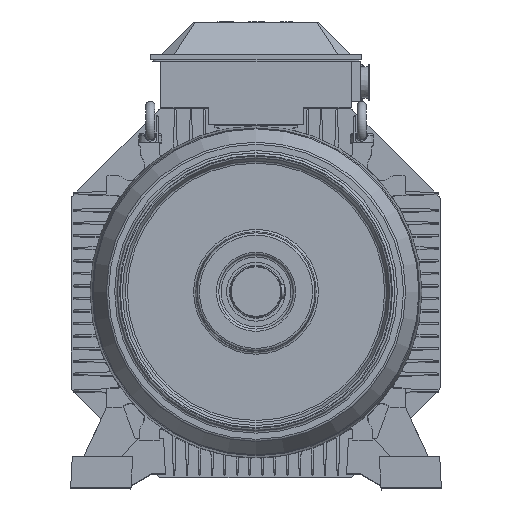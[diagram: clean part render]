
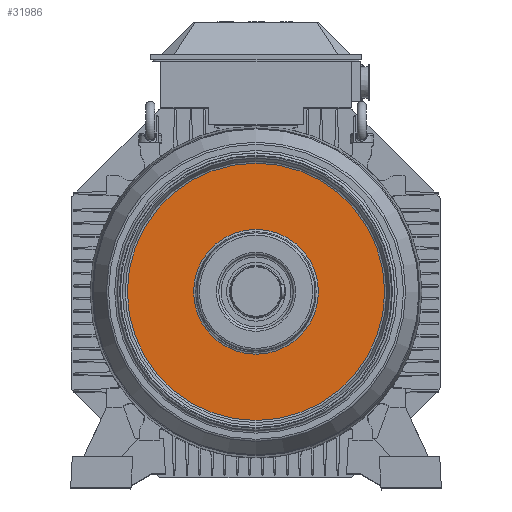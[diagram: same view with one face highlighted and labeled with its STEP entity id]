
A CAD part, top view. The second image highlights one B-rep face of the part: STEP entity #31986.
In plain terms, the highlighted planar face has unit normal (0, 0, 1).
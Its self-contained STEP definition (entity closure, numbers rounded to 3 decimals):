
#31955=CARTESIAN_POINT('',(0.,79.7,59.729));
#31956=VERTEX_POINT('',#31955);
#31957=CARTESIAN_POINT('',(0.,0.,59.729));
#31958=DIRECTION('',(0.,0.,1.));
#31959=DIRECTION('',(0.559,0.829,0.));
#31960=AXIS2_PLACEMENT_3D('',#31957,#31958,#31959);
#31961=CIRCLE('',#31960,79.7);
#31962=EDGE_CURVE('',#31956,#31956,#31961,.T.);
#31967=CARTESIAN_POINT('',(0.,-180.576,59.729));
#31968=DIRECTION('',(0.0,0.0,1.0));
#31969=DIRECTION('',(1.0,0.0,0.0));
#31970=AXIS2_PLACEMENT_3D('',#31967,#31968,#31969);
#31971=PLANE('',#31970);
#31972=CARTESIAN_POINT('',(0.,164.16,59.729));
#31973=VERTEX_POINT('',#31972);
#31974=CARTESIAN_POINT('',(0.,0.,59.729));
#31975=DIRECTION('',(0.0,0.0,1.0));
#31976=DIRECTION('',(0.559,0.829,0.0));
#31977=AXIS2_PLACEMENT_3D('',#31974,#31975,#31976);
#31978=CIRCLE('',#31977,164.16);
#31979=EDGE_CURVE('',#31973,#31973,#31978,.T.);
#31980=ORIENTED_EDGE('',*,*,#31979,.T.);
#31981=EDGE_LOOP('',(#31980));
#31982=FACE_OUTER_BOUND('',#31981,.T.);
#31983=ORIENTED_EDGE('',*,*,#31962,.F.);
#31984=EDGE_LOOP('',(#31983));
#31985=FACE_BOUND('',#31984,.T.);
#31986=ADVANCED_FACE('',(#31982,#31985),#31971,.T.);
